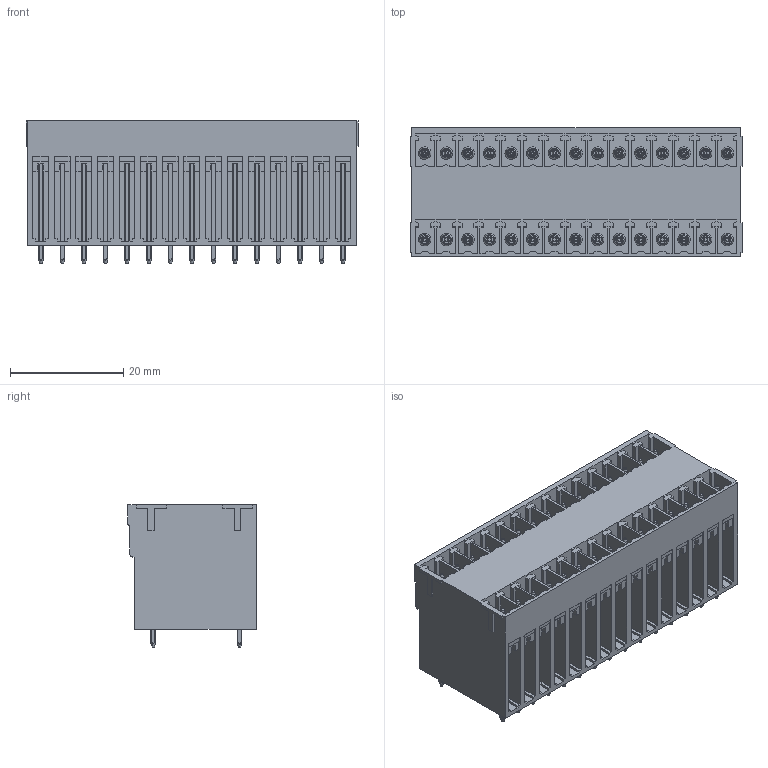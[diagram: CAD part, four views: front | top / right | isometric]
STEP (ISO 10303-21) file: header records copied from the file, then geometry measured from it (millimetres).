
FILE_DESCRIPTION(('CATIA V5 STEP Exchange','CAx-IF Rec.Pracs.--- Model Styling and Organization---1.2---2011-12-15'),'2;1');
FILE_NAME ('D1447184_0_1031090000_1031090000.stp','2018-10-06T04:18:05+00:00',('none'),('Weidmueller'),'CATIA Version 5-6 Release 2014','CATIA V5 STEP AP214','none');
FILE_SCHEMA(('AUTOMOTIVE_DESIGN { 1 0 10303 214 1 1 1 1 }'));
Products named in the file (1): 1031090000
Bounding box: 58.54 x 22.7 x 25.1 mm (x, y, z)
Volume: 22561.7 mm3; surface area: 15003.7 mm2
Topology: 31 solids, 31 shells, 1709 faces, 4656 edges, 3084 vertices
Faces by surface type: plane 1137, cylinder 332, cone 180, torus 60
Entity records: 54253 total; most frequent: CARTESIAN_POINT 15712, ORIENTED_EDGE 9312, DIRECTION 5625, EDGE_CURVE 4656, VECTOR 3272, LINE 3272, VERTEX_POINT 3084, EDGE_LOOP 1874
